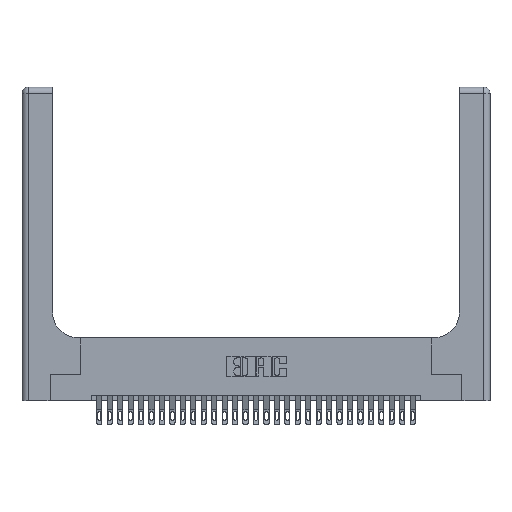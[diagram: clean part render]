
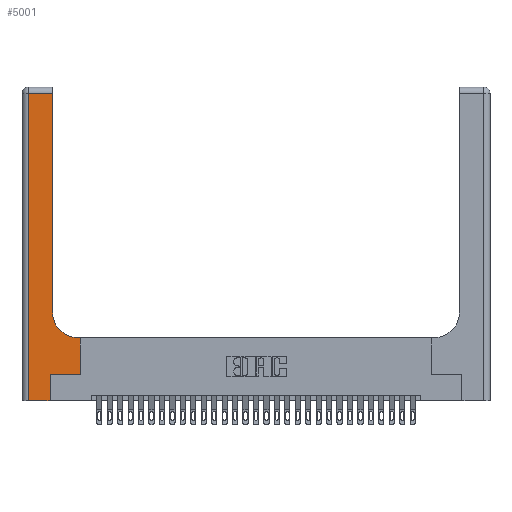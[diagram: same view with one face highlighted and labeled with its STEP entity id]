
A CAD part, top view. The second image highlights one B-rep face of the part: STEP entity #5001.
In plain terms, the highlighted planar face has unit normal (0, 0, 1).
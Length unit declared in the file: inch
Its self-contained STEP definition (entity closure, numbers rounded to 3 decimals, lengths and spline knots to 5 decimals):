
#633 = LINE ( 'NONE', #31008, #31284 ) ;
#778 = VERTEX_POINT ( 'NONE', #29391 ) ;
#1342 = CARTESIAN_POINT ( 'NONE',  ( 0.5415, 0.85, 0.37 ) ) ;
#1434 = DIRECTION ( 'NONE',  ( 0., 0., -1. ) ) ;
#1861 = LINE ( 'NONE', #25559, #26827 ) ;
#2085 = EDGE_CURVE ( 'NONE', #14869, #12262, #10783, .T. ) ;
#2893 = CARTESIAN_POINT ( 'NONE',  ( 0.06, 3., 0.37 ) ) ;
#3814 = DIRECTION ( 'NONE',  ( 1., 0., 0. ) ) ;
#4067 = VERTEX_POINT ( 'NONE', #8552 ) ;
#4177 = DIRECTION ( 'NONE',  ( -1., 0., 0. ) ) ;
#4199 = EDGE_CURVE ( 'NONE', #4067, #10263, #25742, .T. ) ;
#4525 = DIRECTION ( 'NONE',  ( 0., 1., 0. ) ) ;
#4753 = EDGE_CURVE ( 'NONE', #10263, #25786, #10672, .T. ) ;
#4754 = VECTOR ( 'NONE', #25178, 39.37008 ) ;
#5001 = ADVANCED_FACE ( 'NONE', ( #17450 ), #22105, .F. ) ;
#6316 = DIRECTION ( 'NONE',  ( 1., 0., 0. ) ) ;
#6587 = VECTOR ( 'NONE', #7825, 39.37008 ) ;
#6699 = ORIENTED_EDGE ( 'NONE', *, *, #25580, .T. ) ;
#7162 = ORIENTED_EDGE ( 'NONE', *, *, #7547, .T. ) ;
#7547 = EDGE_CURVE ( 'NONE', #12262, #4067, #633, .T. ) ;
#7825 = DIRECTION ( 'NONE',  ( 0., -1., 0. ) ) ;
#8552 = CARTESIAN_POINT ( 'NONE',  ( 0.5585, 0.6, 0.37 ) ) ;
#8863 = EDGE_CURVE ( 'NONE', #25786, #20901, #27793, .T. ) ;
#9122 = EDGE_LOOP ( 'NONE', ( #16352, #29917, #25454, #9371, #6699, #28607, #7162, #18523, #20995 ) ) ;
#9371 = ORIENTED_EDGE ( 'NONE', *, *, #9658, .T. ) ;
#9658 = EDGE_CURVE ( 'NONE', #778, #18227, #18748, .T. ) ;
#10263 = VERTEX_POINT ( 'NONE', #12641 ) ;
#10672 = CIRCLE ( 'NONE', #22676, 0.25 ) ;
#10675 = CARTESIAN_POINT ( 'NONE',  ( 0.269, 0., 0.37 ) ) ;
#10783 = LINE ( 'NONE', #25619, #22808 ) ;
#11753 = VERTEX_POINT ( 'NONE', #23470 ) ;
#11944 = CARTESIAN_POINT ( 'NONE',  ( 0.2915, 2.94, 0.37 ) ) ;
#11983 = LINE ( 'NONE', #10675, #4754 ) ;
#12262 = VERTEX_POINT ( 'NONE', #16206 ) ;
#12326 = VECTOR ( 'NONE', #19642, 39.37008 ) ;
#12641 = CARTESIAN_POINT ( 'NONE',  ( 0.5415, 0.6, 0.37 ) ) ;
#13170 = CARTESIAN_POINT ( 'NONE',  ( 0.269, 0., 0.37 ) ) ;
#14869 = VERTEX_POINT ( 'NONE', #25611 ) ;
#16018 = CARTESIAN_POINT ( 'NONE',  ( 0., 3., 0.37 ) ) ;
#16206 = CARTESIAN_POINT ( 'NONE',  ( 0.5585, 0.25, 0.37 ) ) ;
#16244 = CARTESIAN_POINT ( 'NONE',  ( 0.2915, 0.85, 0.37 ) ) ;
#16352 = ORIENTED_EDGE ( 'NONE', *, *, #8863, .T. ) ;
#17222 = CARTESIAN_POINT ( 'NONE',  ( 0., 0., 0.37 ) ) ;
#17450 = FACE_OUTER_BOUND ( 'NONE', #9122, .T. ) ;
#18227 = VERTEX_POINT ( 'NONE', #13170 ) ;
#18332 = DIRECTION ( 'NONE',  ( 0., 0., -1. ) ) ;
#18442 = DIRECTION ( 'NONE',  ( -1., 0., 0. ) ) ;
#18523 = ORIENTED_EDGE ( 'NONE', *, *, #4199, .T. ) ;
#18748 = LINE ( 'NONE', #17222, #12326 ) ;
#19377 = VECTOR ( 'NONE', #4177, 39.37008 ) ;
#19642 = DIRECTION ( 'NONE',  ( 1., 0., 0. ) ) ;
#20662 = VECTOR ( 'NONE', #28592, 39.37008 ) ;
#20901 = VERTEX_POINT ( 'NONE', #11944 ) ;
#20995 = ORIENTED_EDGE ( 'NONE', *, *, #4753, .T. ) ;
#22105 = PLANE ( 'NONE',  #26902 ) ;
#22676 = AXIS2_PLACEMENT_3D ( 'NONE', #1342, #18332, #3814 ) ;
#22808 = VECTOR ( 'NONE', #6316, 39.37008 ) ;
#23470 = CARTESIAN_POINT ( 'NONE',  ( 0.06, 2.94, 0.37 ) ) ;
#25073 = LINE ( 'NONE', #2893, #6587 ) ;
#25178 = DIRECTION ( 'NONE',  ( 0., 1., 0. ) ) ;
#25454 = ORIENTED_EDGE ( 'NONE', *, *, #26744, .T. ) ;
#25559 = CARTESIAN_POINT ( 'NONE',  ( 0., 2.94, 0.37 ) ) ;
#25580 = EDGE_CURVE ( 'NONE', #18227, #14869, #11983, .T. ) ;
#25611 = CARTESIAN_POINT ( 'NONE',  ( 0.269, 0.25, 0.37 ) ) ;
#25619 = CARTESIAN_POINT ( 'NONE',  ( 0.269, 0.25, 0.37 ) ) ;
#25742 = LINE ( 'NONE', #28227, #19377 ) ;
#25786 = VERTEX_POINT ( 'NONE', #16244 ) ;
#26744 = EDGE_CURVE ( 'NONE', #11753, #778, #25073, .T. ) ;
#26827 = VECTOR ( 'NONE', #28063, 39.37008 ) ;
#26902 = AXIS2_PLACEMENT_3D ( 'NONE', #16018, #1434, #18442 ) ;
#27793 = LINE ( 'NONE', #31028, #20662 ) ;
#28063 = DIRECTION ( 'NONE',  ( -1., 0., 0. ) ) ;
#28227 = CARTESIAN_POINT ( 'NONE',  ( 0.2915, 0.6, 0.37 ) ) ;
#28592 = DIRECTION ( 'NONE',  ( 0., 1., 0. ) ) ;
#28607 = ORIENTED_EDGE ( 'NONE', *, *, #2085, .T. ) ;
#28729 = EDGE_CURVE ( 'NONE', #20901, #11753, #1861, .T. ) ;
#29391 = CARTESIAN_POINT ( 'NONE',  ( 0.06, 0., 0.37 ) ) ;
#29917 = ORIENTED_EDGE ( 'NONE', *, *, #28729, .T. ) ;
#31008 = CARTESIAN_POINT ( 'NONE',  ( 0.5585, 0.25, 0.37 ) ) ;
#31028 = CARTESIAN_POINT ( 'NONE',  ( 0.2915, 3., 0.37 ) ) ;
#31284 = VECTOR ( 'NONE', #4525, 39.37008 ) ;
